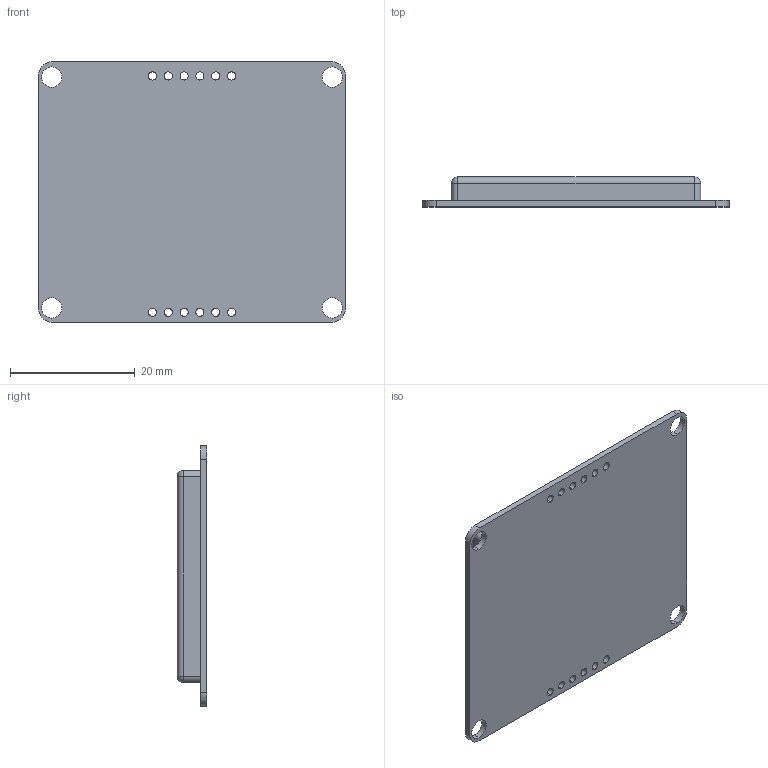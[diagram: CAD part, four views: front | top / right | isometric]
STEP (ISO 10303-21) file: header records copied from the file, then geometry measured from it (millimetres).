
FILE_DESCRIPTION (( 'STEP AP214' ), '1' );
FILE_NAME ('Nokia_5110-3310_LCD_breakout.STEP', '2015-06-02T15:07:12', ( 'Michael' ), ( 'Microsoft' ), 'SwSTEP 2.0', 'SolidWorks 2014', '' );
FILE_SCHEMA (( 'AUTOMOTIVE_DESIGN' ));
Length unit declared in the file: inch
Products named in the file (1): Nokia_5110-3310_LCD_breakout
Bounding box: 49.15 x 4.77 x 41.78 mm (x, y, z)
Volume: 7003.3 mm3; surface area: 4769.9 mm2
Topology: 1 solids, 1 shells, 68 faces, 184 edges, 116 vertices
Faces by surface type: cylinder 48, plane 16, sphere 4
Entity records: 2586 total; most frequent: DIRECTION 414, CARTESIAN_POINT 365, ORIENTED_EDGE 360, EDGE_CURVE 180, AXIS2_PLACEMENT_3D 165, VERTEX_POINT 116, EDGE_LOOP 102, CIRCLE 96
